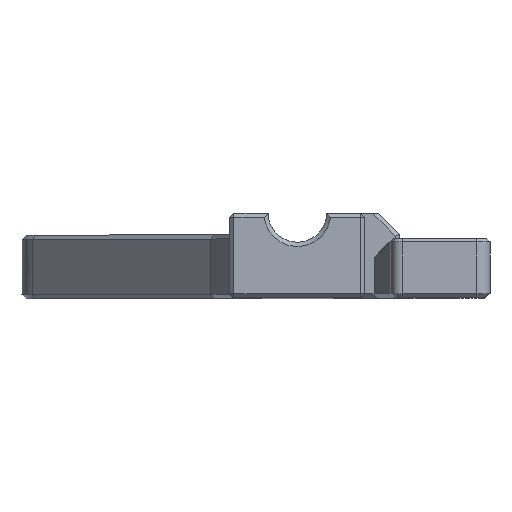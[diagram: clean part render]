
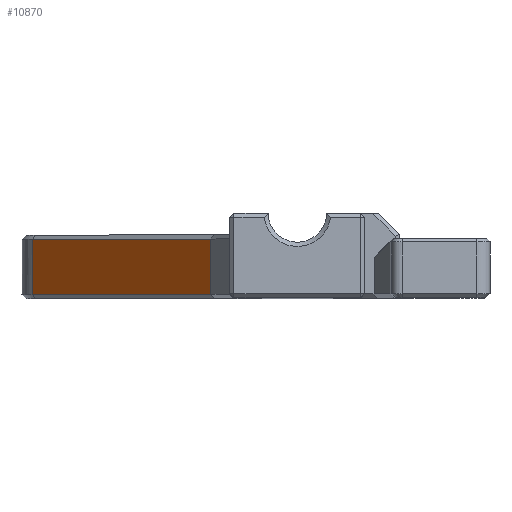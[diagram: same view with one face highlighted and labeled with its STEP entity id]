
A CAD part, top view. The second image highlights one B-rep face of the part: STEP entity #10870.
In plain terms, the highlighted planar face has unit normal (-0.758, 0, 0.652).
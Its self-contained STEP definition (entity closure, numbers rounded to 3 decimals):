
#1877 = PLANE('',#1878);
#1878 = AXIS2_PLACEMENT_3D('',#1879,#1880,#1881);
#1879 = CARTESIAN_POINT('',(-57.557,52.607,49.057));
#1880 = DIRECTION('',(0.536,0.707,-0.461));
#1881 = DIRECTION('',(-0.652,0.,
    -0.758));
#6736 = VERTEX_POINT('',#6737);
#6737 = CARTESIAN_POINT('',(-12.976,53.007,101.461));
#6772 = PLANE('',#6773);
#6773 = AXIS2_PLACEMENT_3D('',#6774,#6775,#6776);
#6774 = CARTESIAN_POINT('',(-12.223,58.607,104.091));
#6775 = DIRECTION('',(0.961,0.,-0.275));
#6776 = DIRECTION('',(-0.275,-0.,-0.961));
#6788 = EDGE_CURVE('',#6789,#6736,#6791,.T.);
#6789 = VERTEX_POINT('',#6790);
#6790 = CARTESIAN_POINT('',(-29.798,53.007,81.918));
#6791 = SURFACE_CURVE('',#6792,(#6796,#6803),.PCURVE_S1.);
#6792 = LINE('',#6793,#6794);
#6793 = CARTESIAN_POINT('',(-29.798,53.007,81.918));
#6794 = VECTOR('',#6795,1.);
#6795 = DIRECTION('',(0.652,0.,0.758));
#6796 = PCURVE('',#1877,#6797);
#6797 = DEFINITIONAL_REPRESENTATION('',(#6798),#6802);
#6798 = LINE('',#6799,#6800);
#6799 = CARTESIAN_POINT('',(-43.015,0.566));
#6800 = VECTOR('',#6801,1.);
#6801 = DIRECTION('',(-1.,0.));
#6802 = ( GEOMETRIC_REPRESENTATION_CONTEXT(2) 
PARAMETRIC_REPRESENTATION_CONTEXT() REPRESENTATION_CONTEXT('2D SPACE',''
  ) );
#6803 = PCURVE('',#6804,#6809);
#6804 = PLANE('',#6805);
#6805 = AXIS2_PLACEMENT_3D('',#6806,#6807,#6808);
#6806 = CARTESIAN_POINT('',(-29.788,55.607,81.93));
#6807 = DIRECTION('',(0.758,0.,-0.652)
  );
#6808 = DIRECTION('',(0.652,0.,0.758)
  );
#6809 = DEFINITIONAL_REPRESENTATION('',(#6810),#6814);
#6810 = LINE('',#6811,#6812);
#6811 = CARTESIAN_POINT('',(-0.016,2.6));
#6812 = VECTOR('',#6813,1.);
#6813 = DIRECTION('',(1.,0.));
#6814 = ( GEOMETRIC_REPRESENTATION_CONTEXT(2) 
PARAMETRIC_REPRESENTATION_CONTEXT() REPRESENTATION_CONTEXT('2D SPACE',''
  ) );
#7187 = CYLINDRICAL_SURFACE('',#7188,4.);
#7188 = AXIS2_PLACEMENT_3D('',#7189,#7190,#7191);
#7189 = CARTESIAN_POINT('',(-26.766,55.607,79.309));
#7190 = DIRECTION('',(0.,1.,0.));
#7191 = DIRECTION('',(-1.,0.,0.));
#10826 = EDGE_CURVE('',#6736,#10827,#10829,.T.);
#10827 = VERTEX_POINT('',#10828);
#10828 = CARTESIAN_POINT('',(-12.975,58.207,101.461));
#10829 = SURFACE_CURVE('',#10830,(#10834,#10841),.PCURVE_S1.);
#10830 = LINE('',#10831,#10832);
#10831 = CARTESIAN_POINT('',(-12.976,53.007,101.461));
#10832 = VECTOR('',#10833,1.);
#10833 = DIRECTION('',(0.,1.,
    0.));
#10834 = PCURVE('',#6772,#10835);
#10835 = DEFINITIONAL_REPRESENTATION('',(#10836),#10840);
#10836 = LINE('',#10837,#10838);
#10837 = CARTESIAN_POINT('',(2.736,-5.6));
#10838 = VECTOR('',#10839,1.);
#10839 = DIRECTION('',(0.,1.));
#10840 = ( GEOMETRIC_REPRESENTATION_CONTEXT(2) 
PARAMETRIC_REPRESENTATION_CONTEXT() REPRESENTATION_CONTEXT('2D SPACE',''
  ) );
#10841 = PCURVE('',#6804,#10842);
#10842 = DEFINITIONAL_REPRESENTATION('',(#10843),#10847);
#10843 = LINE('',#10844,#10845);
#10844 = CARTESIAN_POINT('',(25.77,2.6));
#10845 = VECTOR('',#10846,1.);
#10846 = DIRECTION('',(0.,-1.));
#10847 = ( GEOMETRIC_REPRESENTATION_CONTEXT(2) 
PARAMETRIC_REPRESENTATION_CONTEXT() REPRESENTATION_CONTEXT('2D SPACE',''
  ) );
#10870 = ADVANCED_FACE('',(#10871),#6804,.F.);
#10871 = FACE_BOUND('',#10872,.T.);
#10872 = EDGE_LOOP('',(#10873,#10901,#10922,#10923));
#10873 = ORIENTED_EDGE('',*,*,#10874,.T.);
#10874 = EDGE_CURVE('',#10827,#10875,#10877,.T.);
#10875 = VERTEX_POINT('',#10876);
#10876 = CARTESIAN_POINT('',(-29.798,58.207,81.918));
#10877 = SURFACE_CURVE('',#10878,(#10882,#10889),.PCURVE_S1.);
#10878 = LINE('',#10879,#10880);
#10879 = CARTESIAN_POINT('',(-12.975,58.207,101.461));
#10880 = VECTOR('',#10881,1.);
#10881 = DIRECTION('',(-0.652,0.,-0.758));
#10882 = PCURVE('',#6804,#10883);
#10883 = DEFINITIONAL_REPRESENTATION('',(#10884),#10888);
#10884 = LINE('',#10885,#10886);
#10885 = CARTESIAN_POINT('',(25.77,-2.6));
#10886 = VECTOR('',#10887,1.);
#10887 = DIRECTION('',(-1.,0.));
#10888 = ( GEOMETRIC_REPRESENTATION_CONTEXT(2) 
PARAMETRIC_REPRESENTATION_CONTEXT() REPRESENTATION_CONTEXT('2D SPACE',''
  ) );
#10889 = PCURVE('',#10890,#10895);
#10890 = PLANE('',#10891);
#10891 = AXIS2_PLACEMENT_3D('',#10892,#10893,#10894);
#10892 = CARTESIAN_POINT('',(-21.219,58.407,
    91.577));
#10893 = DIRECTION('',(-0.536,0.707,0.461));
#10894 = DIRECTION('',(0.797,0.604,0.));
#10895 = DEFINITIONAL_REPRESENTATION('',(#10896),#10900);
#10896 = LINE('',#10897,#10898);
#10897 = CARTESIAN_POINT('',(6.449,-11.14));
#10898 = VECTOR('',#10899,1.);
#10899 = DIRECTION('',(-0.52,0.854));
#10900 = ( GEOMETRIC_REPRESENTATION_CONTEXT(2) 
PARAMETRIC_REPRESENTATION_CONTEXT() REPRESENTATION_CONTEXT('2D SPACE',''
  ) );
#10901 = ORIENTED_EDGE('',*,*,#10902,.T.);
#10902 = EDGE_CURVE('',#10875,#6789,#10903,.T.);
#10903 = SURFACE_CURVE('',#10904,(#10908,#10915),.PCURVE_S1.);
#10904 = LINE('',#10905,#10906);
#10905 = CARTESIAN_POINT('',(-29.798,58.207,81.918));
#10906 = VECTOR('',#10907,1.);
#10907 = DIRECTION('',(0.,-1.,0.));
#10908 = PCURVE('',#6804,#10909);
#10909 = DEFINITIONAL_REPRESENTATION('',(#10910),#10914);
#10910 = LINE('',#10911,#10912);
#10911 = CARTESIAN_POINT('',(-0.016,-2.6));
#10912 = VECTOR('',#10913,1.);
#10913 = DIRECTION('',(0.,1.));
#10914 = ( GEOMETRIC_REPRESENTATION_CONTEXT(2) 
PARAMETRIC_REPRESENTATION_CONTEXT() REPRESENTATION_CONTEXT('2D SPACE',''
  ) );
#10915 = PCURVE('',#7187,#10916);
#10916 = DEFINITIONAL_REPRESENTATION('',(#10917),#10921);
#10917 = LINE('',#10918,#10919);
#10918 = CARTESIAN_POINT('',(6.994,2.6));
#10919 = VECTOR('',#10920,1.);
#10920 = DIRECTION('',(0.,-1.));
#10921 = ( GEOMETRIC_REPRESENTATION_CONTEXT(2) 
PARAMETRIC_REPRESENTATION_CONTEXT() REPRESENTATION_CONTEXT('2D SPACE',''
  ) );
#10922 = ORIENTED_EDGE('',*,*,#6788,.T.);
#10923 = ORIENTED_EDGE('',*,*,#10826,.T.);
